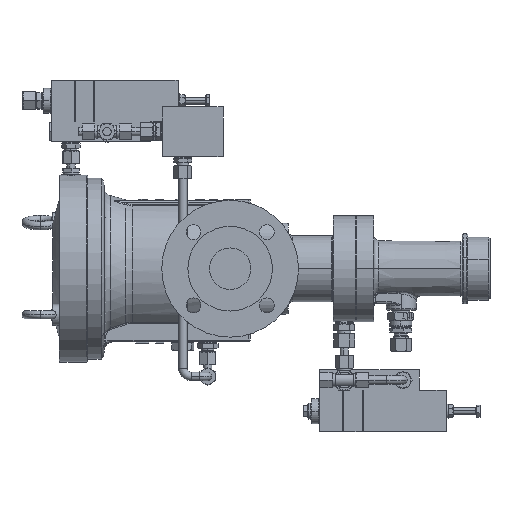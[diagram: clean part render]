
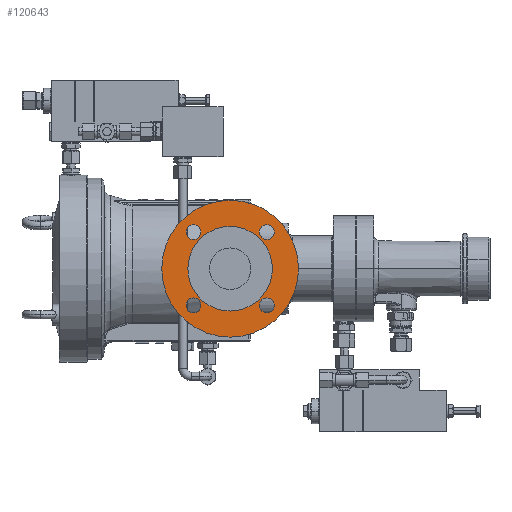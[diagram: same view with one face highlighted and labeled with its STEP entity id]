
A CAD part, left-side view. The second image highlights one B-rep face of the part: STEP entity #120643.
In plain terms, the highlighted planar face has unit normal (-1, 0, 0).
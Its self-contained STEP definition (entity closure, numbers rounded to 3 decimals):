
#385 = CIRCLE ( 'NONE', #20192, 82.5 ) ;
#537 = DIRECTION ( 'NONE',  ( -1., 0., 0. ) ) ;
#854 = DIRECTION ( 'NONE',  ( 0., 0., -1. ) ) ;
#2033 = CARTESIAN_POINT ( 'NONE',  ( -125.317, -0.267, -51. ) ) ;
#3544 = CARTESIAN_POINT ( 'NONE',  ( -125.317, 34.927, -44.194 ) ) ;
#4803 = CIRCLE ( 'NONE', #86482, 82.5 ) ;
#9448 = DIRECTION ( 'NONE',  ( 0., -1., 0. ) ) ;
#9692 = VERTEX_POINT ( 'NONE', #85929 ) ;
#10726 = ORIENTED_EDGE ( 'NONE', *, *, #48514, .F. ) ;
#11963 = ORIENTED_EDGE ( 'NONE', *, *, #84868, .F. ) ;
#12579 = AXIS2_PLACEMENT_3D ( 'NONE', #55534, #19419, #47803 ) ;
#14481 = ORIENTED_EDGE ( 'NONE', *, *, #96417, .F. ) ;
#15488 = DIRECTION ( 'NONE',  ( 0., 0., -1. ) ) ;
#17392 = EDGE_CURVE ( 'Defeature ausgef�hrt1_2066+Defeature ausgef�hrt1_688+Defeature ausgef�hrt1_688+Defeature ausgef�hrt1_688', #50005, #87068, #39685, .T. ) ;
#17981 = DIRECTION ( 'NONE',  ( 0., 0., -1. ) ) ;
#19419 = DIRECTION ( 'NONE',  ( -1., 0., 0. ) ) ;
#19745 = AXIS2_PLACEMENT_3D ( 'NONE', #21361, #95306, #68071 ) ;
#19887 = DIRECTION ( 'NONE',  ( 1., 0., 0. ) ) ;
#20192 = AXIS2_PLACEMENT_3D ( 'NONE', #102475, #104943, #17981 ) ;
#21361 = CARTESIAN_POINT ( 'NONE',  ( -125.317, 43.927, 44.194 ) ) ;
#22432 = VERTEX_POINT ( 'NONE', #109661 ) ;
#22534 = ORIENTED_EDGE ( 'NONE', *, *, #111594, .F. ) ;
#22816 = CARTESIAN_POINT ( 'NONE',  ( -125.317, 85.162, 0. ) ) ;
#23347 = VERTEX_POINT ( 'NONE', #94445 ) ;
#24384 = DIRECTION ( 'NONE',  ( 1., 0., 0. ) ) ;
#25251 = CARTESIAN_POINT ( 'NONE',  ( -125.317, -0.267, 82.5 ) ) ;
#27348 = AXIS2_PLACEMENT_3D ( 'NONE', #22816, #97567, #42683 ) ;
#27478 = EDGE_LOOP ( 'NONE', ( #113246, #10726 ) ) ;
#29110 = EDGE_CURVE ( 'Defeature ausgef�hrt1_2065+Defeature ausgef�hrt1_688+Defeature ausgef�hrt1_688+Defeature ausgef�hrt1_688', #59868, #22432, #104169, .T. ) ;
#29941 = AXIS2_PLACEMENT_3D ( 'NONE', #93067, #537, #9448 ) ;
#34667 = CIRCLE ( 'NONE', #61222, 51. ) ;
#36161 = FACE_BOUND ( 'NONE', #27478, .T. ) ;
#36353 = EDGE_CURVE ( 'Defeature ausgef�hrt1_688+Defeature ausgef�hrt1_633+Defeature ausgef�hrt1_633+Defeature ausgef�hrt1_633', #67808, #115022, #51367, .T. ) ;
#36451 = CIRCLE ( 'NONE', #19745, 9. ) ;
#36535 = DIRECTION ( 'NONE',  ( 0., 1., 0. ) ) ;
#39685 = CIRCLE ( 'NONE', #80273, 9. ) ;
#40465 = EDGE_CURVE ( 'Defeature ausgef�hrt1_749+Defeature ausgef�hrt1_688+Defeature ausgef�hrt1_688+Defeature ausgef�hrt1_688', #94827, #53465, #385, .T. ) ;
#42342 = ORIENTED_EDGE ( 'NONE', *, *, #29110, .F. ) ;
#42683 = DIRECTION ( 'NONE',  ( 0., 0., -1. ) ) ;
#42752 = CARTESIAN_POINT ( 'NONE',  ( -125.317, -53.461, -44.194 ) ) ;
#43084 = CIRCLE ( 'NONE', #43087, 9. ) ;
#43087 = AXIS2_PLACEMENT_3D ( 'NONE', #53455, #59529, #87220 ) ;
#45327 = CIRCLE ( 'NONE', #12579, 9. ) ;
#45448 = CARTESIAN_POINT ( 'NONE',  ( -125.317, 43.927, -44.194 ) ) ;
#47803 = DIRECTION ( 'NONE',  ( 0., -1., 0. ) ) ;
#48514 = EDGE_CURVE ( 'Defeature ausgef�hrt1_2067+Defeature ausgef�hrt1_688+Defeature ausgef�hrt1_688+Defeature ausgef�hrt1_688', #9692, #56906, #43084, .T. ) ;
#48953 = AXIS2_PLACEMENT_3D ( 'NONE', #109325, #24384, #15488 ) ;
#49751 = CARTESIAN_POINT ( 'NONE',  ( -125.317, -0.267, -82.5 ) ) ;
#50005 = VERTEX_POINT ( 'NONE', #42752 ) ;
#50977 = AXIS2_PLACEMENT_3D ( 'NONE', #55988, #64545, #83263 ) ;
#51367 = CIRCLE ( 'NONE', #48953, 51. ) ;
#52253 = EDGE_LOOP ( 'NONE', ( #112313, #14481 ) ) ;
#53012 = ORIENTED_EDGE ( 'NONE', *, *, #82823, .F. ) ;
#53435 = ORIENTED_EDGE ( 'NONE', *, *, #36353, .T. ) ;
#53455 = CARTESIAN_POINT ( 'NONE',  ( -125.317, 43.927, -44.194 ) ) ;
#53465 = VERTEX_POINT ( 'NONE', #25251 ) ;
#54695 = ORIENTED_EDGE ( 'NONE', *, *, #68489, .F. ) ;
#55018 = FACE_BOUND ( 'NONE', #120102, .T. ) ;
#55534 = CARTESIAN_POINT ( 'NONE',  ( -125.317, -44.461, 44.194 ) ) ;
#55988 = CARTESIAN_POINT ( 'NONE',  ( -125.317, -44.461, -44.194 ) ) ;
#56906 = VERTEX_POINT ( 'NONE', #3544 ) ;
#57918 = EDGE_CURVE ( 'Defeature ausgef�hrt1_2067+Defeature ausgef�hrt1_688+Defeature ausgef�hrt1_688+Defeature ausgef�hrt1_688', #56906, #9692, #107366, .T. ) ;
#59529 = DIRECTION ( 'NONE',  ( -1., 0., 0. ) ) ;
#59828 = EDGE_CURVE ( 'Defeature ausgef�hrt1_688+Defeature ausgef�hrt1_633+Defeature ausgef�hrt1_633+Defeature ausgef�hrt1_633', #115022, #67808, #34667, .T. ) ;
#59868 = VERTEX_POINT ( 'NONE', #64687 ) ;
#61222 = AXIS2_PLACEMENT_3D ( 'NONE', #109894, #109496, #119679 ) ;
#62958 = CARTESIAN_POINT ( 'NONE',  ( -125.317, 43.927, 44.194 ) ) ;
#64545 = DIRECTION ( 'NONE',  ( -1., 0., 0. ) ) ;
#64687 = CARTESIAN_POINT ( 'NONE',  ( -125.317, -44.461, 35.194 ) ) ;
#65170 = EDGE_LOOP ( 'NONE', ( #119841, #53012 ) ) ;
#67808 = VERTEX_POINT ( 'NONE', #2033 ) ;
#68071 = DIRECTION ( 'NONE',  ( 0., 0., 1. ) ) ;
#68131 = FACE_OUTER_BOUND ( 'NONE', #52253, .T. ) ;
#68489 = EDGE_CURVE ( 'Defeature ausgef�hrt1_2065+Defeature ausgef�hrt1_688+Defeature ausgef�hrt1_688+Defeature ausgef�hrt1_688', #22432, #59868, #45327, .T. ) ;
#70683 = CIRCLE ( 'NONE', #102779, 9. ) ;
#72717 = EDGE_LOOP ( 'NONE', ( #54695, #42342 ) ) ;
#74355 = CARTESIAN_POINT ( 'NONE',  ( -125.317, -0.267, 0. ) ) ;
#74670 = CARTESIAN_POINT ( 'NONE',  ( -125.317, 43.927, 35.194 ) ) ;
#77106 = DIRECTION ( 'NONE',  ( -1., 0., 0. ) ) ;
#78521 = PLANE ( 'NONE',  #27348 ) ;
#80273 = AXIS2_PLACEMENT_3D ( 'NONE', #114891, #77106, #96958 ) ;
#80819 = VERTEX_POINT ( 'NONE', #74670 ) ;
#82702 = FACE_BOUND ( 'NONE', #72717, .T. ) ;
#82823 = EDGE_CURVE ( 'Defeature ausgef�hrt1_2066+Defeature ausgef�hrt1_688+Defeature ausgef�hrt1_688+Defeature ausgef�hrt1_688', #87068, #50005, #94951, .T. ) ;
#83263 = DIRECTION ( 'NONE',  ( 0., 0., -1. ) ) ;
#84868 = EDGE_CURVE ( 'Defeature ausgef�hrt1_2068+Defeature ausgef�hrt1_688+Defeature ausgef�hrt1_688+Defeature ausgef�hrt1_688', #23347, #80819, #70683, .T. ) ;
#85313 = CARTESIAN_POINT ( 'NONE',  ( -125.317, -0.267, 51. ) ) ;
#85929 = CARTESIAN_POINT ( 'NONE',  ( -125.317, 52.927, -44.194 ) ) ;
#86482 = AXIS2_PLACEMENT_3D ( 'NONE', #74355, #19887, #854 ) ;
#87068 = VERTEX_POINT ( 'NONE', #107577 ) ;
#87093 = EDGE_LOOP ( 'NONE', ( #53435, #88776 ) ) ;
#87220 = DIRECTION ( 'NONE',  ( 0., 1., 0. ) ) ;
#88776 = ORIENTED_EDGE ( 'NONE', *, *, #59828, .T. ) ;
#89754 = DIRECTION ( 'NONE',  ( 0., 0., 1. ) ) ;
#90975 = DIRECTION ( 'NONE',  ( -1., 0., 0. ) ) ;
#92817 = FACE_BOUND ( 'NONE', #87093, .T. ) ;
#93067 = CARTESIAN_POINT ( 'NONE',  ( -125.317, -44.461, 44.194 ) ) ;
#94445 = CARTESIAN_POINT ( 'NONE',  ( -125.317, 43.927, 53.194 ) ) ;
#94827 = VERTEX_POINT ( 'NONE', #49751 ) ;
#94951 = CIRCLE ( 'NONE', #50977, 9. ) ;
#95306 = DIRECTION ( 'NONE',  ( -1., 0., 0. ) ) ;
#96417 = EDGE_CURVE ( 'Defeature ausgef�hrt1_749+Defeature ausgef�hrt1_688+Defeature ausgef�hrt1_688+Defeature ausgef�hrt1_688', #53465, #94827, #4803, .T. ) ;
#96958 = DIRECTION ( 'NONE',  ( 0., 0., -1. ) ) ;
#97567 = DIRECTION ( 'NONE',  ( 1., 0., 0. ) ) ;
#102475 = CARTESIAN_POINT ( 'NONE',  ( -125.317, -0.267, 0. ) ) ;
#102779 = AXIS2_PLACEMENT_3D ( 'NONE', #62958, #90975, #89754 ) ;
#104169 = CIRCLE ( 'NONE', #29941, 9. ) ;
#104943 = DIRECTION ( 'NONE',  ( 1., 0., 0. ) ) ;
#107366 = CIRCLE ( 'NONE', #113104, 9. ) ;
#107432 = FACE_BOUND ( 'NONE', #65170, .T. ) ;
#107577 = CARTESIAN_POINT ( 'NONE',  ( -125.317, -35.461, -44.194 ) ) ;
#109325 = CARTESIAN_POINT ( 'NONE',  ( -125.317, -0.267, 0. ) ) ;
#109496 = DIRECTION ( 'NONE',  ( 1., 0., 0. ) ) ;
#109661 = CARTESIAN_POINT ( 'NONE',  ( -125.317, -44.461, 53.194 ) ) ;
#109894 = CARTESIAN_POINT ( 'NONE',  ( -125.317, -0.267, 0. ) ) ;
#111594 = EDGE_CURVE ( 'Defeature ausgef�hrt1_2068+Defeature ausgef�hrt1_688+Defeature ausgef�hrt1_688+Defeature ausgef�hrt1_688', #80819, #23347, #36451, .T. ) ;
#112313 = ORIENTED_EDGE ( 'NONE', *, *, #40465, .F. ) ;
#113104 = AXIS2_PLACEMENT_3D ( 'NONE', #45448, #119949, #36535 ) ;
#113246 = ORIENTED_EDGE ( 'NONE', *, *, #57918, .F. ) ;
#114891 = CARTESIAN_POINT ( 'NONE',  ( -125.317, -44.461, -44.194 ) ) ;
#115022 = VERTEX_POINT ( 'NONE', #85313 ) ;
#119679 = DIRECTION ( 'NONE',  ( 0., 0., -1. ) ) ;
#119841 = ORIENTED_EDGE ( 'NONE', *, *, #17392, .F. ) ;
#119949 = DIRECTION ( 'NONE',  ( -1., 0., 0. ) ) ;
#120102 = EDGE_LOOP ( 'NONE', ( #11963, #22534 ) ) ;
#120643 = ADVANCED_FACE ( 'Defeature ausgef�hrt1_688', ( #55018, #36161, #107432, #82702, #92817, #68131 ), #78521, .F. ) ;
